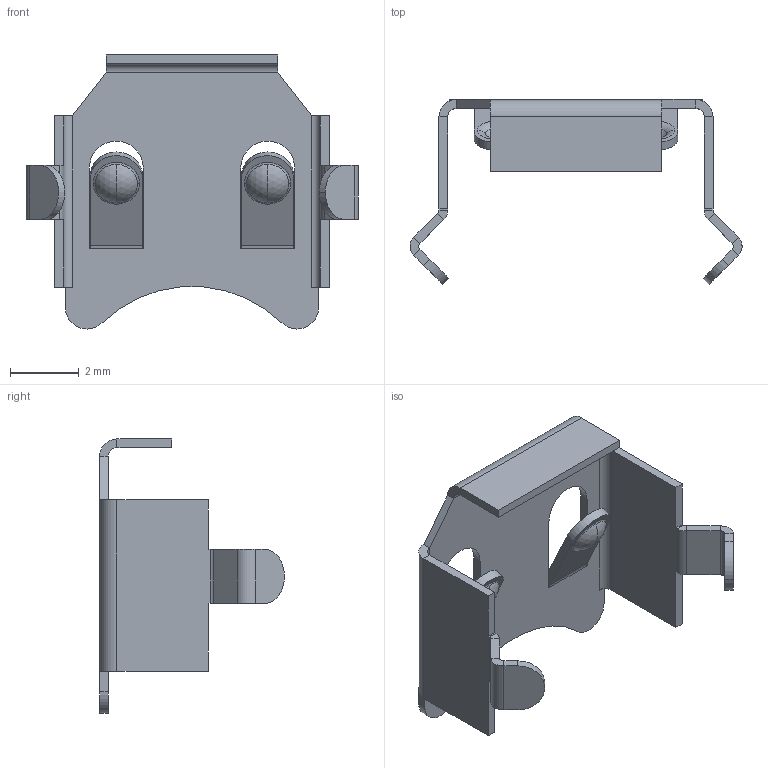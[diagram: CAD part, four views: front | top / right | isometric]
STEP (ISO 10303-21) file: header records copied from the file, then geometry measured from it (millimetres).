
FILE_DESCRIPTION (( 'STEP AP203' ), '1' );
FILE_NAME ('2999.STEP', '2017-04-21T17:23:39', ( '' ), ( '' ), 'SwSTEP 2.0', 'SolidWorks 2013', '' );
FILE_SCHEMA (( 'CONFIG_CONTROL_DESIGN' ));
Length unit declared in the file: inch
Products named in the file (1): 2999
Bounding box: 9.69 x 5.4 x 8 mm (x, y, z)
Volume: 25 mm3; surface area: 219.1 mm2
Topology: 1 solids, 1 shells, 138 faces, 325 edges, 194 vertices
Faces by surface type: plane 92, cylinder 30, torus 8, sphere 8
Entity records: 3974 total; most frequent: DIRECTION 703, CARTESIAN_POINT 658, ORIENTED_EDGE 650, EDGE_CURVE 325, AXIS2_PLACEMENT_3D 239, VECTOR 225, LINE 225, VERTEX_POINT 194
